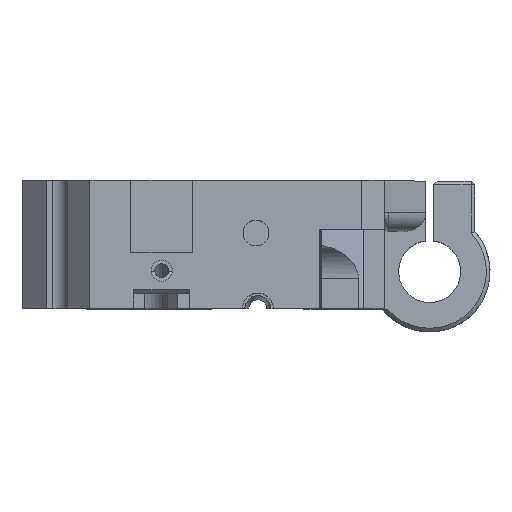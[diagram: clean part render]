
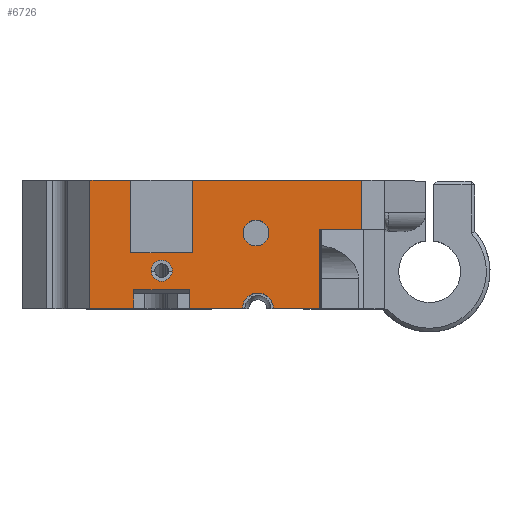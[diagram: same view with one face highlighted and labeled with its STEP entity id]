
A CAD part, top view. The second image highlights one B-rep face of the part: STEP entity #6726.
In plain terms, the highlighted planar face has unit normal (0, 0, 1).
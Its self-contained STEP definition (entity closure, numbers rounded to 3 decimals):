
#136=FACE_BOUND('',#1130,.T.);
#137=FACE_BOUND('',#1131,.T.);
#440=PLANE('',#7221);
#753=FACE_OUTER_BOUND('',#1129,.T.);
#1129=EDGE_LOOP('',(#5707,#5708,#5709,#5710,#5711,#5712,#5713,#5714,#5715,
#5716,#5717,#5718,#5719,#5720,#5721,#5722));
#1130=EDGE_LOOP('',(#5723));
#1131=EDGE_LOOP('',(#5724));
#1281=LINE('',#9079,#1940);
#1320=LINE('',#9191,#1979);
#1661=LINE('',#11593,#2320);
#1692=LINE('',#11677,#2351);
#1717=LINE('',#11748,#2376);
#1719=LINE('',#11754,#2378);
#1721=LINE('',#11758,#2380);
#1723=LINE('',#11766,#2382);
#1753=LINE('',#11875,#2412);
#1755=LINE('',#11879,#2414);
#1756=LINE('',#11881,#2415);
#1757=LINE('',#11883,#2416);
#1758=LINE('',#11884,#2417);
#1759=LINE('',#11885,#2418);
#1760=LINE('',#11886,#2419);
#1940=VECTOR('',#7393,10.);
#1979=VECTOR('',#7448,10.);
#2320=VECTOR('',#8335,10.);
#2351=VECTOR('',#8400,10.);
#2376=VECTOR('',#8473,10.);
#2378=VECTOR('',#8479,10.);
#2380=VECTOR('',#8483,10.);
#2382=VECTOR('',#8493,10.);
#2412=VECTOR('',#8579,10.);
#2414=VECTOR('',#8583,10.);
#2415=VECTOR('',#8584,10.);
#2416=VECTOR('',#8585,10.);
#2417=VECTOR('',#8586,10.);
#2418=VECTOR('',#8587,10.);
#2419=VECTOR('',#8588,10.);
#2694=CIRCLE('',#7158,2.05);
#2704=CIRCLE('',#7184,1.7);
#2717=CIRCLE('',#7222,1.4);
#2775=VERTEX_POINT('',#9076);
#2776=VERTEX_POINT('',#9078);
#2825=VERTEX_POINT('',#9188);
#2826=VERTEX_POINT('',#9190);
#3185=VERTEX_POINT('',#11590);
#3186=VERTEX_POINT('',#11592);
#3212=VERTEX_POINT('',#11676);
#3226=VERTEX_POINT('',#11737);
#3228=VERTEX_POINT('',#11742);
#3230=VERTEX_POINT('',#11746);
#3232=VERTEX_POINT('',#11752);
#3233=VERTEX_POINT('',#11756);
#3235=VERTEX_POINT('',#11764);
#3263=VERTEX_POINT('',#11874);
#3264=VERTEX_POINT('',#11878);
#3265=VERTEX_POINT('',#11880);
#3266=VERTEX_POINT('',#11882);
#3267=VERTEX_POINT('',#11887);
#3425=EDGE_CURVE('',#2775,#2776,#1281,.T.);
#3475=EDGE_CURVE('',#2825,#2826,#1320,.T.);
#4020=EDGE_CURVE('',#3185,#3186,#1661,.T.);
#4056=EDGE_CURVE('',#2825,#3186,#2694,.T.);
#4059=EDGE_CURVE('',#3212,#2826,#1692,.T.);
#4088=EDGE_CURVE('',#3226,#3226,#2704,.T.);
#4093=EDGE_CURVE('',#3228,#3230,#1717,.T.);
#4096=EDGE_CURVE('',#3232,#3185,#1719,.T.);
#4098=EDGE_CURVE('',#3233,#3232,#1721,.T.);
#4103=EDGE_CURVE('',#3235,#3233,#1723,.T.);
#4146=EDGE_CURVE('',#3212,#3263,#1753,.T.);
#4148=EDGE_CURVE('',#3230,#3264,#1755,.T.);
#4149=EDGE_CURVE('',#3264,#3265,#1756,.T.);
#4150=EDGE_CURVE('',#3265,#3266,#1757,.T.);
#4151=EDGE_CURVE('',#3266,#2776,#1758,.T.);
#4152=EDGE_CURVE('',#2775,#3263,#1759,.T.);
#4153=EDGE_CURVE('',#3235,#3228,#1760,.T.);
#4154=EDGE_CURVE('',#3267,#3267,#2717,.T.);
#5707=ORIENTED_EDGE('',*,*,#4148,.T.);
#5708=ORIENTED_EDGE('',*,*,#4149,.T.);
#5709=ORIENTED_EDGE('',*,*,#4150,.T.);
#5710=ORIENTED_EDGE('',*,*,#4151,.T.);
#5711=ORIENTED_EDGE('',*,*,#3425,.F.);
#5712=ORIENTED_EDGE('',*,*,#4152,.T.);
#5713=ORIENTED_EDGE('',*,*,#4146,.F.);
#5714=ORIENTED_EDGE('',*,*,#4059,.T.);
#5715=ORIENTED_EDGE('',*,*,#3475,.F.);
#5716=ORIENTED_EDGE('',*,*,#4056,.T.);
#5717=ORIENTED_EDGE('',*,*,#4020,.F.);
#5718=ORIENTED_EDGE('',*,*,#4096,.F.);
#5719=ORIENTED_EDGE('',*,*,#4098,.F.);
#5720=ORIENTED_EDGE('',*,*,#4103,.F.);
#5721=ORIENTED_EDGE('',*,*,#4153,.T.);
#5722=ORIENTED_EDGE('',*,*,#4093,.T.);
#5723=ORIENTED_EDGE('',*,*,#4088,.T.);
#5724=ORIENTED_EDGE('',*,*,#4154,.F.);
#6726=ADVANCED_FACE('',(#753,#136,#137),#440,.T.);
#7158=AXIS2_PLACEMENT_3D('',#11672,#8392,#8393);
#7184=AXIS2_PLACEMENT_3D('',#11738,#8465,#8466);
#7221=AXIS2_PLACEMENT_3D('',#11877,#8581,#8582);
#7222=AXIS2_PLACEMENT_3D('',#11888,#8589,#8590);
#7393=DIRECTION('',(-1.,0.,0.));
#7448=DIRECTION('',(-1.,0.,0.));
#8335=DIRECTION('',(-1.,0.,0.));
#8392=DIRECTION('center_axis',(0.,0.,
-1.));
#8393=DIRECTION('ref_axis',(-1.,0.,0.));
#8400=DIRECTION('',(0.,-1.,0.));
#8465=DIRECTION('center_axis',(0.,0.,
-1.));
#8466=DIRECTION('ref_axis',(1.,0.,0.));
#8473=DIRECTION('',(0.,-1.,0.));
#8479=DIRECTION('',(0.,-1.,0.));
#8483=DIRECTION('',(-1.,0.,0.));
#8493=DIRECTION('',(0.,-1.,0.));
#8579=DIRECTION('',(-1.,0.,0.));
#8581=DIRECTION('center_axis',(0.,0.,
1.));
#8582=DIRECTION('ref_axis',(-1.,0.,0.));
#8583=DIRECTION('',(-1.,0.,0.));
#8584=DIRECTION('',(0.,1.,0.));
#8585=DIRECTION('',(-1.,0.,0.));
#8586=DIRECTION('',(0.,-1.,0.));
#8587=DIRECTION('',(0.,1.,0.));
#8588=DIRECTION('',(-1.,0.,0.));
#8589=DIRECTION('center_axis',(0.,0.,
1.));
#8590=DIRECTION('ref_axis',(1.,0.,0.));
#9076=CARTESIAN_POINT('',(-16.2,9.665,97.41));
#9078=CARTESIAN_POINT('',(-22.,9.665,97.41));
#9079=CARTESIAN_POINT('',(14.,9.665,97.41));
#9188=CARTESIAN_POINT('',(-1.8,9.665,97.41));
#9190=CARTESIAN_POINT('',(-8.8,9.665,97.41));
#9191=CARTESIAN_POINT('',(14.,9.665,97.41));
#11590=CARTESIAN_POINT('',(8.426,9.665,97.41));
#11592=CARTESIAN_POINT('',(2.3,9.665,97.41));
#11593=CARTESIAN_POINT('',(14.,9.665,97.41));
#11672=CARTESIAN_POINT('Origin',(0.25,9.655,97.41));
#11676=CARTESIAN_POINT('',(-8.8,12.165,97.41));
#11677=CARTESIAN_POINT('',(-8.8,18.165,97.41));
#11737=CARTESIAN_POINT('',(-1.7,19.655,97.41));
#11738=CARTESIAN_POINT('Origin',(0.,19.655,97.41));
#11742=CARTESIAN_POINT('',(-8.4,26.665,97.41));
#11746=CARTESIAN_POINT('',(-8.4,17.065,97.41));
#11748=CARTESIAN_POINT('',(-8.4,26.728,97.41));
#11752=CARTESIAN_POINT('',(8.426,20.165,97.41));
#11754=CARTESIAN_POINT('',(8.426,9.665,97.41));
#11756=CARTESIAN_POINT('',(14.,20.165,97.41));
#11758=CARTESIAN_POINT('',(14.,20.165,97.41));
#11764=CARTESIAN_POINT('',(14.,26.665,97.41));
#11766=CARTESIAN_POINT('',(14.,26.665,97.41));
#11874=CARTESIAN_POINT('',(-16.2,12.165,97.41));
#11875=CARTESIAN_POINT('',(0.713,12.165,97.41));
#11877=CARTESIAN_POINT('Origin',(14.,26.665,97.41));
#11878=CARTESIAN_POINT('',(-16.6,17.065,97.41));
#11879=CARTESIAN_POINT('',(2.8,17.065,97.41));
#11880=CARTESIAN_POINT('',(-16.6,26.665,97.41));
#11881=CARTESIAN_POINT('',(-16.6,21.865,97.41));
#11882=CARTESIAN_POINT('',(-22.,26.665,97.41));
#11883=CARTESIAN_POINT('',(14.,26.665,97.41));
#11884=CARTESIAN_POINT('',(-22.,26.665,97.41));
#11885=CARTESIAN_POINT('',(-16.2,18.165,97.41));
#11886=CARTESIAN_POINT('',(14.,26.665,97.41));
#11887=CARTESIAN_POINT('',(-13.9,14.665,97.41));
#11888=CARTESIAN_POINT('Origin',(-12.5,14.665,97.41));
